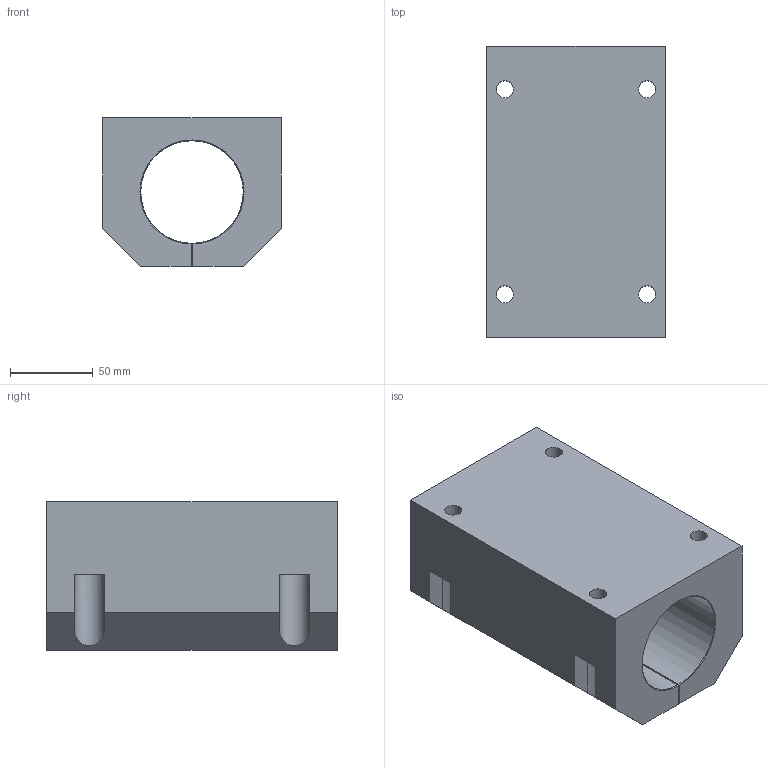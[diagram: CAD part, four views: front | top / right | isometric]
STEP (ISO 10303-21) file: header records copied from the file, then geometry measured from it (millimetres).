
FILE_DESCRIPTION( ( 'STEP AP214' ), '1' );
FILE_NAME( 'STGE-40.stp', '2010-07-30T12:55:55', ( ' ' ), ( ' ' ), 'XStep 1.0', ' ', ' ' );
FILE_SCHEMA( ( 'CONFIG_CONTROL_DESIGN) ( )' ) );
Length unit declared in the file: metre
Products named in the file (1): 1
Bounding box: 108 x 176 x 90 mm (x, y, z)
Volume: 1025829.5 mm3; surface area: 126568.9 mm2
Topology: 1 solids, 1 shells, 37 faces, 106 edges, 72 vertices
Faces by surface type: plane 24, cylinder 11, cone 2
Full cylindrical faces by diameter (mm): 4 x1, 8 x1, 10.3 x4
Entity records: 1542 total; most frequent: CARTESIAN_POINT 273, ORIENTED_EDGE 192, DIRECTION 190, EDGE_CURVE 96, VERTEX_POINT 68, LINE 68, VECTOR 68, AXIS2_PLACEMENT_3D 61
